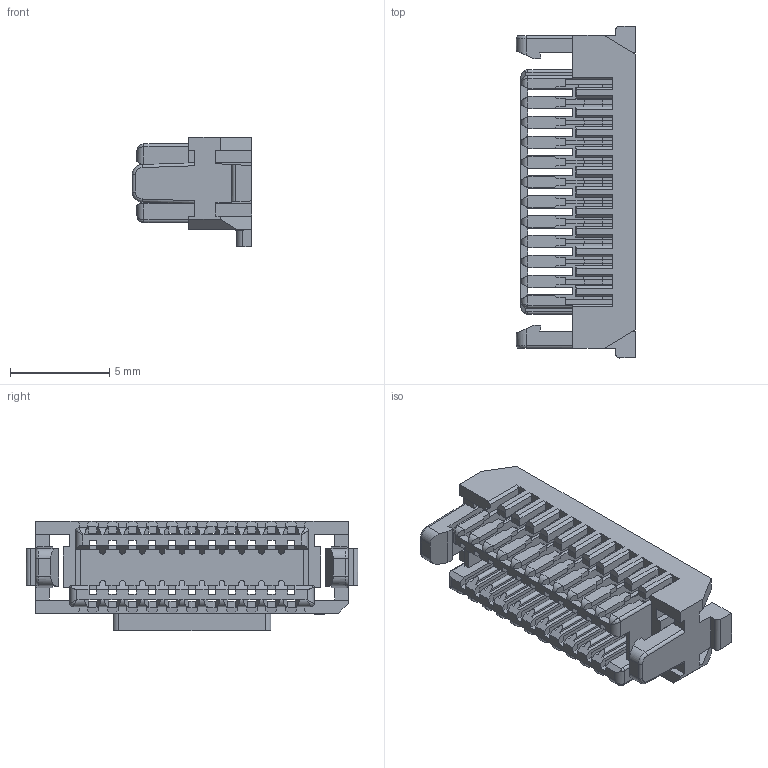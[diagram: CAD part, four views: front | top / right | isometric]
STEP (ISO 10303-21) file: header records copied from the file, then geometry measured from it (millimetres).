
FILE_DESCRIPTION (( 'STEP AP214' ), '1' );
FILE_NAME ('FHG10008-D22M2WHB.STEP', '2025-11-21T02:32:20', ( '' ), ( '' ), 'SwSTEP 2.0', 'SolidWorks 2021', '' );
FILE_SCHEMA (( 'AUTOMOTIVE_DESIGN' ));
Length unit declared in the file: millimetre
Products named in the file (1): FHG10008-D22M2WHB
Bounding box: 6 x 16.71 x 5.51 mm (x, y, z)
Volume: 171.5 mm3; surface area: 922.5 mm2
Topology: 1 solids, 1 shells, 1079 faces, 3190 edges, 2044 vertices
Faces by surface type: plane 1001, cylinder 68, torus 6, bspline 4
Entity records: 35922 total; most frequent: CARTESIAN_POINT 7316, ORIENTED_EDGE 6380, DIRECTION 5310, EDGE_CURVE 3190, VECTOR 3042, LINE 3042, VERTEX_POINT 2044, AXIS2_PLACEMENT_3D 1134
